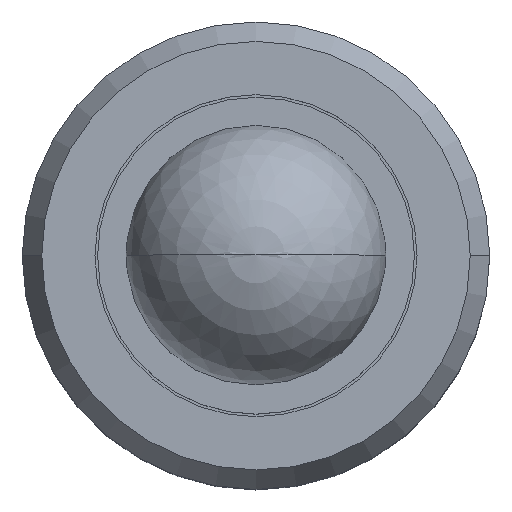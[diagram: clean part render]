
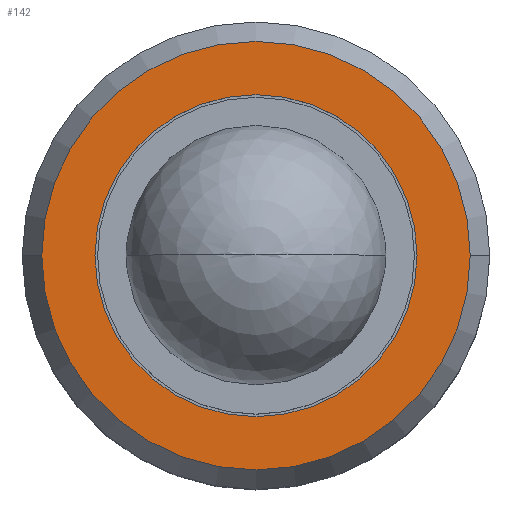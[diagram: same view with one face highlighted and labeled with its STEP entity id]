
A CAD part, top view. The second image highlights one B-rep face of the part: STEP entity #142.
In plain terms, the highlighted planar face has unit normal (0, 0, 1).
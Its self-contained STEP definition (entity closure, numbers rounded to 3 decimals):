
#132=EDGE_CURVE('',#182,#144,#346,.T.);
#142=ADVANCED_FACE('',(#359,#360),#361,.T.);
#144=VERTEX_POINT('',#363);
#182=VERTEX_POINT('',#405);
#200=EDGE_CURVE('',#264,#216,#425,.T.);
#216=VERTEX_POINT('',#442);
#234=EDGE_CURVE('',#216,#264,#462,.T.);
#252=EDGE_CURVE('',#144,#182,#481,.T.);
#264=VERTEX_POINT('',#495);
#346=CIRCLE('',#579,8.25);
#359=FACE_OUTER_BOUND('',#591,.T.);
#360=FACE_BOUND('',#592,.T.);
#361=PLANE('',#593);
#363=CARTESIAN_POINT('',(8.25,0.,0.));
#405=CARTESIAN_POINT('',(-8.25,0.,0.));
#425=CIRCLE('',#680,6.2);
#442=CARTESIAN_POINT('',(-6.2,0.,0.));
#462=CIRCLE('',#729,6.2);
#481=CIRCLE('',#755,8.25);
#495=CARTESIAN_POINT('',(6.2,0.,0.));
#579=AXIS2_PLACEMENT_3D('',#862,#863,#864);
#591=EDGE_LOOP('',(#889,#890));
#592=EDGE_LOOP('',(#891,#892));
#593=AXIS2_PLACEMENT_3D('',#893,#894,#895);
#680=AXIS2_PLACEMENT_3D('',#972,#973,#974);
#729=AXIS2_PLACEMENT_3D('',#1016,#1017,#1018);
#755=AXIS2_PLACEMENT_3D('',#1033,#1034,#1035);
#862=CARTESIAN_POINT('',(0.,0.,0.));
#863=DIRECTION('',(0.0,0.0,1.0));
#864=DIRECTION('',(-1.0,0.,0.0));
#889=ORIENTED_EDGE('',*,*,#132,.T.);
#890=ORIENTED_EDGE('',*,*,#252,.T.);
#891=ORIENTED_EDGE('',*,*,#234,.F.);
#892=ORIENTED_EDGE('',*,*,#200,.F.);
#893=CARTESIAN_POINT('',(-7.225,0.,0.));
#894=DIRECTION('',(0.0,0.0,1.0));
#895=DIRECTION('',(-1.0,0.,0.0));
#972=CARTESIAN_POINT('',(0.,0.,0.));
#973=DIRECTION('',(0.0,0.0,1.0));
#974=DIRECTION('',(-1.0,0.,0.0));
#1016=CARTESIAN_POINT('',(0.,0.,0.));
#1017=DIRECTION('',(0.0,0.0,1.0));
#1018=DIRECTION('',(-1.0,0.,0.0));
#1033=CARTESIAN_POINT('',(0.,0.,0.));
#1034=DIRECTION('',(0.0,0.0,1.0));
#1035=DIRECTION('',(-1.0,0.,0.0));
